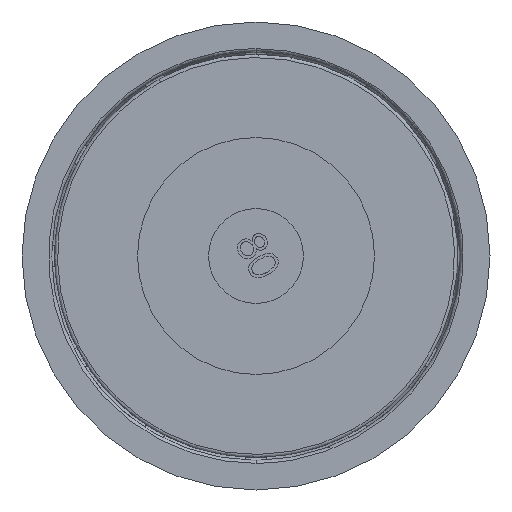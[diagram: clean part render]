
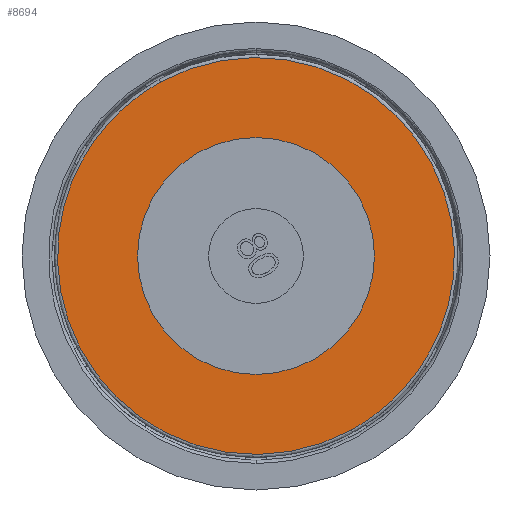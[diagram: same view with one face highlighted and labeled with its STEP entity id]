
A CAD part, front view. The second image highlights one B-rep face of the part: STEP entity #8694.
In plain terms, the highlighted planar face has unit normal (0, -1, 0).
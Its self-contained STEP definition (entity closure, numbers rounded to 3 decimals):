
#196 = ORIENTED_EDGE ( 'NONE', *, *, #5636, .F. ) ;
#557 = DIRECTION ( 'NONE',  ( 0., 0., -1. ) ) ;
#673 =( BOUNDED_CURVE ( )  B_SPLINE_CURVE ( 3, ( #1354, #8191, #10465, #3654 ),
 .UNSPECIFIED., .F., .T. ) 
 B_SPLINE_CURVE_WITH_KNOTS ( ( 4, 4 ),
 ( 0., 1. ),
 .UNSPECIFIED. ) 
 CURVE ( )  GEOMETRIC_REPRESENTATION_ITEM ( )  RATIONAL_B_SPLINE_CURVE ( ( 1., 0.333, 0.333, 1. ) ) 
 REPRESENTATION_ITEM ( '' )  );
#1354 = CARTESIAN_POINT ( 'NONE',  ( 16.112, -2., -29.371 ) ) ;
#1887 = VERTEX_POINT ( 'NONE', #13115 ) ;
#2175 = CARTESIAN_POINT ( 'NONE',  ( -16.112, -2., 29.371 ) ) ;
#2490 = CARTESIAN_POINT ( 'NONE',  ( -9.619, -2., 17.535 ) ) ;
#2602 = CARTESIAN_POINT ( 'NONE',  ( 74.854, -2., 2.853 ) ) ;
#3479 = CARTESIAN_POINT ( 'NONE',  ( 0., -2., 0. ) ) ;
#3634 = DIRECTION ( 'NONE',  ( 0., 0., -1. ) ) ;
#3654 = CARTESIAN_POINT ( 'NONE',  ( -16.112, -2., 29.371 ) ) ;
#4157 = CARTESIAN_POINT ( 'NONE',  ( 16.112, -2., -29.371 ) ) ;
#4360 = CIRCLE ( 'NONE', #7370, 20. ) ;
#4638 = DIRECTION ( 'NONE',  ( 0., 0., -1. ) ) ;
#4644 = ORIENTED_EDGE ( 'NONE', *, *, #12319, .T. ) ;
#4756 = VERTEX_POINT ( 'NONE', #4157 ) ;
#5510 = FACE_BOUND ( 'NONE', #10215, .T. ) ;
#5636 = EDGE_CURVE ( 'NONE', #4756, #12727, #673, .T. ) ;
#6583 = ORIENTED_EDGE ( 'NONE', *, *, #12866, .T. ) ;
#7350 = DIRECTION ( 'NONE',  ( 0., 1., 0. ) ) ;
#7370 = AXIS2_PLACEMENT_3D ( 'NONE', #14166, #7350, #557 ) ;
#8191 = CARTESIAN_POINT ( 'NONE',  ( -42.63, -2., -61.595 ) ) ;
#8537 = FACE_OUTER_BOUND ( 'NONE', #11994, .T. ) ;
#8546 = AXIS2_PLACEMENT_3D ( 'NONE', #2490, #10446, #3634 ) ;
#8694 = ADVANCED_FACE ( 'NONE', ( #5510, #8537 ), #11534, .T. ) ;
#9332 = CARTESIAN_POINT ( 'NONE',  ( 42.63, -2., 61.595 ) ) ;
#9863 =( BOUNDED_CURVE ( )  B_SPLINE_CURVE ( 3, ( #13872, #9332, #2602, #11741 ),
 .UNSPECIFIED., .F., .F. ) 
 B_SPLINE_CURVE_WITH_KNOTS ( ( 4, 4 ),
 ( 0., 1. ),
 .UNSPECIFIED. ) 
 CURVE ( )  GEOMETRIC_REPRESENTATION_ITEM ( )  RATIONAL_B_SPLINE_CURVE ( ( 1., 0.333, 0.333, 1. ) ) 
 REPRESENTATION_ITEM ( '' )  );
#10215 = EDGE_LOOP ( 'NONE', ( #6583, #4644 ) ) ;
#10446 = DIRECTION ( 'NONE',  ( 0., -1., 0. ) ) ;
#10465 = CARTESIAN_POINT ( 'NONE',  ( -74.854, -2., -2.853 ) ) ;
#10854 = ORIENTED_EDGE ( 'NONE', *, *, #11076, .F. ) ;
#11076 = EDGE_CURVE ( 'NONE', #12727, #4756, #9863, .T. ) ;
#11388 = VERTEX_POINT ( 'NONE', #11880 ) ;
#11428 = DIRECTION ( 'NONE',  ( 0., 1., 0. ) ) ;
#11534 = PLANE ( 'NONE',  #8546 ) ;
#11741 = CARTESIAN_POINT ( 'NONE',  ( 16.112, -2., -29.371 ) ) ;
#11880 = CARTESIAN_POINT ( 'NONE',  ( 0., -2., 20. ) ) ;
#11994 = EDGE_LOOP ( 'NONE', ( #196, #10854 ) ) ;
#12319 = EDGE_CURVE ( 'NONE', #11388, #1887, #4360, .T. ) ;
#12727 = VERTEX_POINT ( 'NONE', #2175 ) ;
#12866 = EDGE_CURVE ( 'NONE', #1887, #11388, #14458, .T. ) ;
#13115 = CARTESIAN_POINT ( 'NONE',  ( 0., -2., -20. ) ) ;
#13872 = CARTESIAN_POINT ( 'NONE',  ( -16.112, -2., 29.371 ) ) ;
#14136 = AXIS2_PLACEMENT_3D ( 'NONE', #3479, #11428, #4638 ) ;
#14166 = CARTESIAN_POINT ( 'NONE',  ( 0., -2., 0. ) ) ;
#14458 = CIRCLE ( 'NONE', #14136, 20. ) ;
